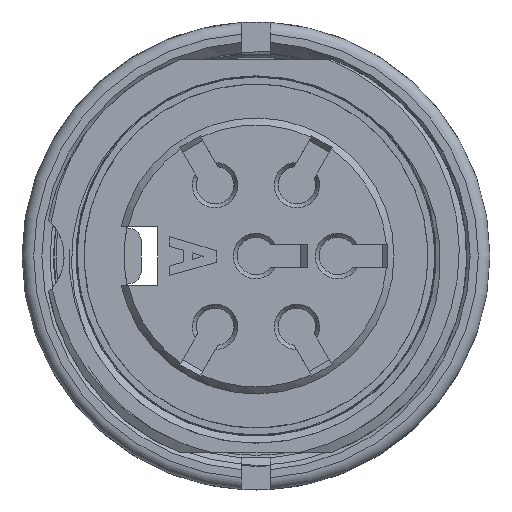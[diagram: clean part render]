
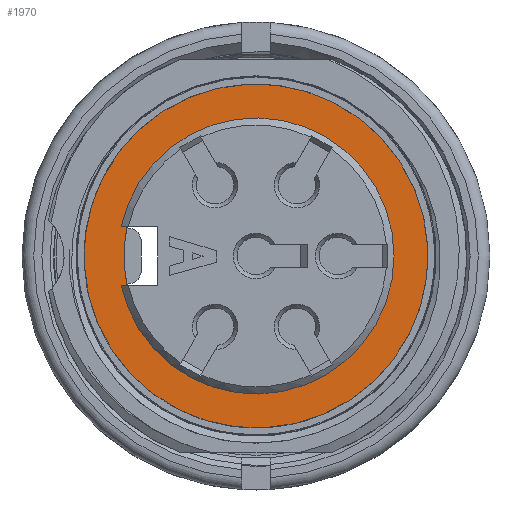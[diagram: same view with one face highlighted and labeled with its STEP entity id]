
A CAD part, front view. The second image highlights one B-rep face of the part: STEP entity #1970.
In plain terms, the highlighted planar face has unit normal (0, -1, 0).
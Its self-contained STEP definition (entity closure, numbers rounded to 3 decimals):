
#1490=FACE_BOUND('',#2878,.T.);
#1491=FACE_BOUND('',#2879,.T.);
#1658=CIRCLE('',#8522,5.9);
#1704=CIRCLE('',#8721,7.35);
#1705=CIRCLE('',#8723,5.65);
#1970=ADVANCED_FACE('',(#1490,#1491),#2309,.T.);
#2309=PLANE('',#8724);
#2878=EDGE_LOOP('',(#4453));
#2879=EDGE_LOOP('',(#4454,#4455,#4456,#4457));
#4453=ORIENTED_EDGE('',*,*,#6826,.T.);
#4454=ORIENTED_EDGE('',*,*,#6547,.F.);
#4455=ORIENTED_EDGE('',*,*,#6336,.T.);
#4456=ORIENTED_EDGE('',*,*,#6827,.T.);
#4457=ORIENTED_EDGE('',*,*,#6359,.T.);
#5613=VERTEX_POINT('',#10516);
#5614=VERTEX_POINT('',#10518);
#5625=VERTEX_POINT('',#10547);
#5636=VERTEX_POINT('',#10575);
#5944=VERTEX_POINT('',#11603);
#6336=EDGE_CURVE('',#5614,#5613,#7396,.T.);
#6359=EDGE_CURVE('',#5625,#5636,#7415,.T.);
#6547=EDGE_CURVE('',#5614,#5636,#1658,.T.);
#6826=EDGE_CURVE('',#5944,#5944,#1704,.T.);
#6827=EDGE_CURVE('',#5613,#5625,#1705,.T.);
#7396=LINE('',#10517,#7926);
#7415=LINE('',#10576,#7945);
#7926=VECTOR('',#8967,1.);
#7945=VECTOR('',#8988,1.);
#8522=AXIS2_PLACEMENT_3D('',#10953,#9264,#9265);
#8721=AXIS2_PLACEMENT_3D('',#11602,#9868,#9869);
#8723=AXIS2_PLACEMENT_3D('',#11605,#9872,#9873);
#8724=AXIS2_PLACEMENT_3D('',#11606,#9874,#9875);
#8967=DIRECTION('',(1.,0.,0.));
#8988=DIRECTION('',(-1.,0.,0.));
#9264=DIRECTION('',(0.,-1.,0.));
#9265=DIRECTION('',(0.,0.,-1.));
#9868=DIRECTION('',(0.,-1.,0.));
#9869=DIRECTION('',(0.547,0.,-0.837));
#9872=DIRECTION('',(0.,1.,0.));
#9873=DIRECTION('',(0.547,0.,-0.837));
#9874=DIRECTION('',(0.,-1.,0.));
#9875=DIRECTION('',(0.837,0.,0.547));
#10516=CARTESIAN_POINT('',(-4.914,-17.756,-1.25));
#10517=CARTESIAN_POINT('',(-5.783,-17.756,-1.25));
#10518=CARTESIAN_POINT('',(-5.17,-17.756,-1.25));
#10547=CARTESIAN_POINT('',(-4.914,-17.756,1.25));
#10575=CARTESIAN_POINT('',(-5.17,-17.756,1.25));
#10576=CARTESIAN_POINT('',(-3.604,-17.756,1.25));
#10953=CARTESIAN_POINT('',(0.596,-17.756,0.));
#11602=CARTESIAN_POINT('',(0.596,-17.756,0.));
#11603=CARTESIAN_POINT('',(4.616,-17.756,-6.153));
#11605=CARTESIAN_POINT('',(0.596,-17.756,0.));
#11606=CARTESIAN_POINT('',(0.596,-17.756,0.));
